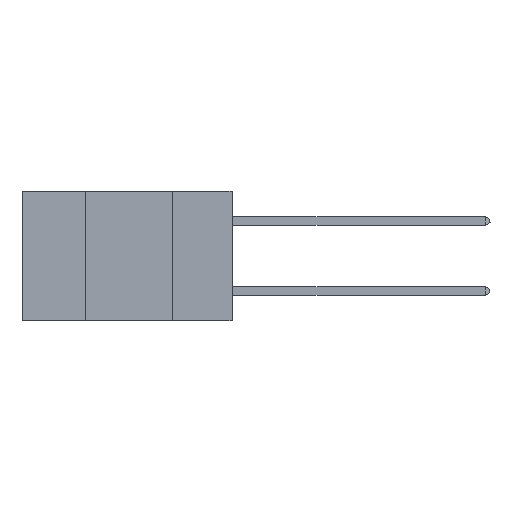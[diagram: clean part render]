
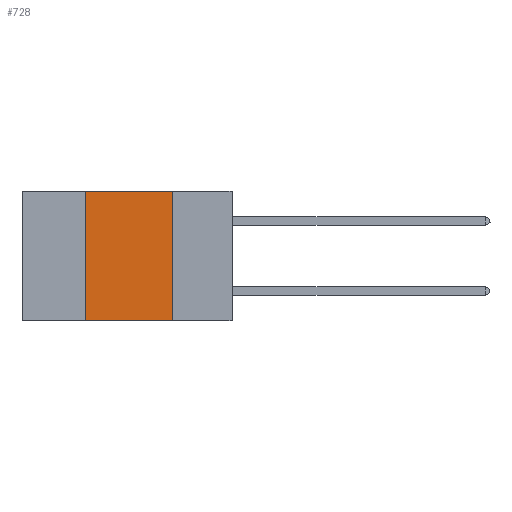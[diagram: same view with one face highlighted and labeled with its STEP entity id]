
A CAD part, left-side view. The second image highlights one B-rep face of the part: STEP entity #728.
In plain terms, the highlighted planar face has unit normal (-1, 0, 0).
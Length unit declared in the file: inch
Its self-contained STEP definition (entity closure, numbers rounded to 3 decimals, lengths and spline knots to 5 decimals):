
#56 = EDGE_CURVE ( 'NONE', #30932, #11301, #22715, .T. ) ;
#728 = ADVANCED_FACE ( 'NONE', ( #24778 ), #36895, .F. ) ;
#856 = CARTESIAN_POINT ( 'NONE',  ( 0., 0.6, -0.37 ) ) ;
#1258 = ORIENTED_EDGE ( 'NONE', *, *, #56, .F. ) ;
#4090 = VECTOR ( 'NONE', #35000, 39.37008 ) ;
#5842 = CARTESIAN_POINT ( 'NONE',  ( 0., 0.42, 0. ) ) ;
#6094 = ORIENTED_EDGE ( 'NONE', *, *, #18890, .F. ) ;
#6115 = VERTEX_POINT ( 'NONE', #35544 ) ;
#8010 = CARTESIAN_POINT ( 'NONE',  ( 0., 0.6, 0. ) ) ;
#8399 = DIRECTION ( 'NONE',  ( 0., -1., 0. ) ) ;
#10048 = DIRECTION ( 'NONE',  ( 1., 0., 0. ) ) ;
#11109 = DIRECTION ( 'NONE',  ( 0., 0., 1. ) ) ;
#11301 = VERTEX_POINT ( 'NONE', #5842 ) ;
#11485 = CARTESIAN_POINT ( 'NONE',  ( 0., 0.17, 0. ) ) ;
#14431 = CARTESIAN_POINT ( 'NONE',  ( 0., 0.42, 0. ) ) ;
#15749 = DIRECTION ( 'NONE',  ( 0., 0., -1. ) ) ;
#16112 = EDGE_CURVE ( 'NONE', #6115, #25593, #26987, .T. ) ;
#16633 = VECTOR ( 'NONE', #11109, 39.37008 ) ;
#18164 = DIRECTION ( 'NONE',  ( 0., -1., 0. ) ) ;
#18890 = EDGE_CURVE ( 'NONE', #11301, #6115, #34864, .T. ) ;
#20235 = ORIENTED_EDGE ( 'NONE', *, *, #31537, .T. ) ;
#22715 = LINE ( 'NONE', #14431, #16633 ) ;
#24043 = LINE ( 'NONE', #856, #38539 ) ;
#24142 = EDGE_LOOP ( 'NONE', ( #34458, #6094, #1258, #20235 ) ) ;
#24778 = FACE_OUTER_BOUND ( 'NONE', #24142, .T. ) ;
#25593 = VERTEX_POINT ( 'NONE', #31108 ) ;
#26987 = LINE ( 'NONE', #11485, #4090 ) ;
#27528 = AXIS2_PLACEMENT_3D ( 'NONE', #27715, #10048, #15749 ) ;
#27715 = CARTESIAN_POINT ( 'NONE',  ( 0., 0.6, 0. ) ) ;
#30932 = VERTEX_POINT ( 'NONE', #35417 ) ;
#31108 = CARTESIAN_POINT ( 'NONE',  ( 0., 0.17, -0.37 ) ) ;
#31537 = EDGE_CURVE ( 'NONE', #30932, #25593, #24043, .T. ) ;
#34458 = ORIENTED_EDGE ( 'NONE', *, *, #16112, .F. ) ;
#34864 = LINE ( 'NONE', #8010, #35430 ) ;
#35000 = DIRECTION ( 'NONE',  ( 0., 0., -1. ) ) ;
#35417 = CARTESIAN_POINT ( 'NONE',  ( 0., 0.42, -0.37 ) ) ;
#35430 = VECTOR ( 'NONE', #8399, 39.37008 ) ;
#35544 = CARTESIAN_POINT ( 'NONE',  ( 0., 0.17, 0. ) ) ;
#36895 = PLANE ( 'NONE',  #27528 ) ;
#38539 = VECTOR ( 'NONE', #18164, 39.37008 ) ;
